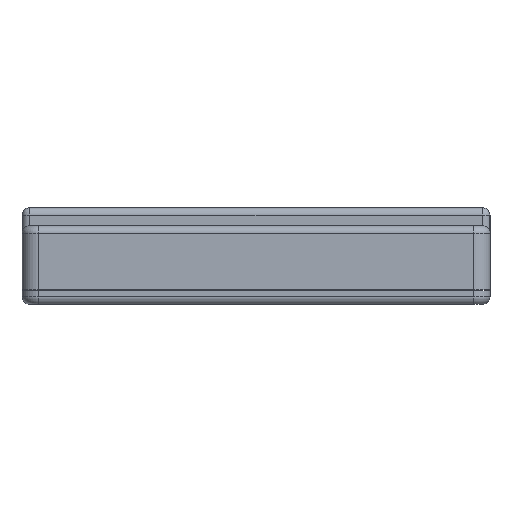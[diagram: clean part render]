
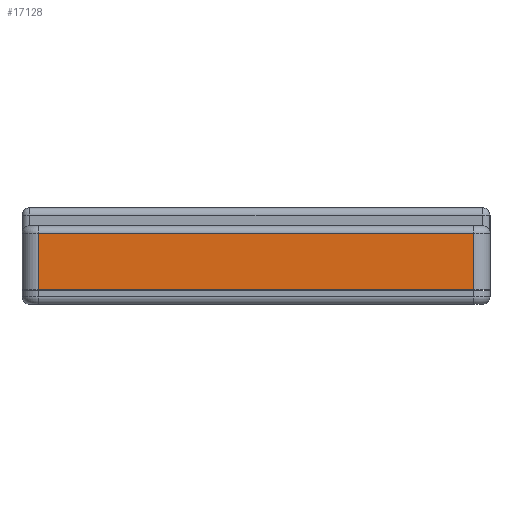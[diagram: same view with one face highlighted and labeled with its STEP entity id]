
A CAD part, left-side view. The second image highlights one B-rep face of the part: STEP entity #17128.
In plain terms, the highlighted planar face has unit normal (-1, 0, 0).
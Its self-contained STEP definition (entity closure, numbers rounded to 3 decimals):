
#2073=FACE_OUTER_BOUND('',#3235,.T.);
#3235=EDGE_LOOP('',(#15056,#15057,#15058,#15059));
#4775=LINE('',#27929,#6559);
#4819=LINE('',#28075,#6603);
#4820=LINE('',#28078,#6604);
#4821=LINE('',#28079,#6605);
#6559=VECTOR('',#22408,10.);
#6603=VECTOR('',#22522,10.);
#6604=VECTOR('',#22525,10.);
#6605=VECTOR('',#22526,10.);
#8287=VERTEX_POINT('',#27926);
#8288=VERTEX_POINT('',#27928);
#8331=VERTEX_POINT('',#28072);
#8332=VERTEX_POINT('',#28077);
#10561=EDGE_CURVE('',#8287,#8288,#4775,.T.);
#10626=EDGE_CURVE('',#8288,#8331,#4819,.T.);
#10627=EDGE_CURVE('',#8331,#8332,#4820,.T.);
#10628=EDGE_CURVE('',#8287,#8332,#4821,.T.);
#15056=ORIENTED_EDGE('',*,*,#10627,.F.);
#15057=ORIENTED_EDGE('',*,*,#10626,.F.);
#15058=ORIENTED_EDGE('',*,*,#10561,.F.);
#15059=ORIENTED_EDGE('',*,*,#10628,.T.);
#16300=PLANE('',#18539);
#17128=ADVANCED_FACE('',(#2073),#16300,.T.);
#18539=AXIS2_PLACEMENT_3D('',#28076,#22523,#22524);
#22408=DIRECTION('',(0.,1.,0.));
#22522=DIRECTION('',(0.,0.,1.));
#22523=DIRECTION('center_axis',(-1.,0.,0.));
#22524=DIRECTION('ref_axis',(0.,-1.,0.));
#22525=DIRECTION('',(0.,-1.,0.));
#22526=DIRECTION('',(0.,0.,1.));
#27926=CARTESIAN_POINT('',(68.015,-82.775,3.4));
#27928=CARTESIAN_POINT('',(68.015,-25.825,3.4));
#27929=CARTESIAN_POINT('',(68.015,-40.563,3.4));
#28072=CARTESIAN_POINT('',(68.015,-25.825,10.8));
#28075=CARTESIAN_POINT('',(68.015,-25.825,1.5));
#28076=CARTESIAN_POINT('Origin',(68.015,-26.825,7.4));
#28077=CARTESIAN_POINT('',(68.015,-82.775,10.8));
#28078=CARTESIAN_POINT('',(68.015,-40.563,10.8));
#28079=CARTESIAN_POINT('',(68.015,-82.775,1.5));
